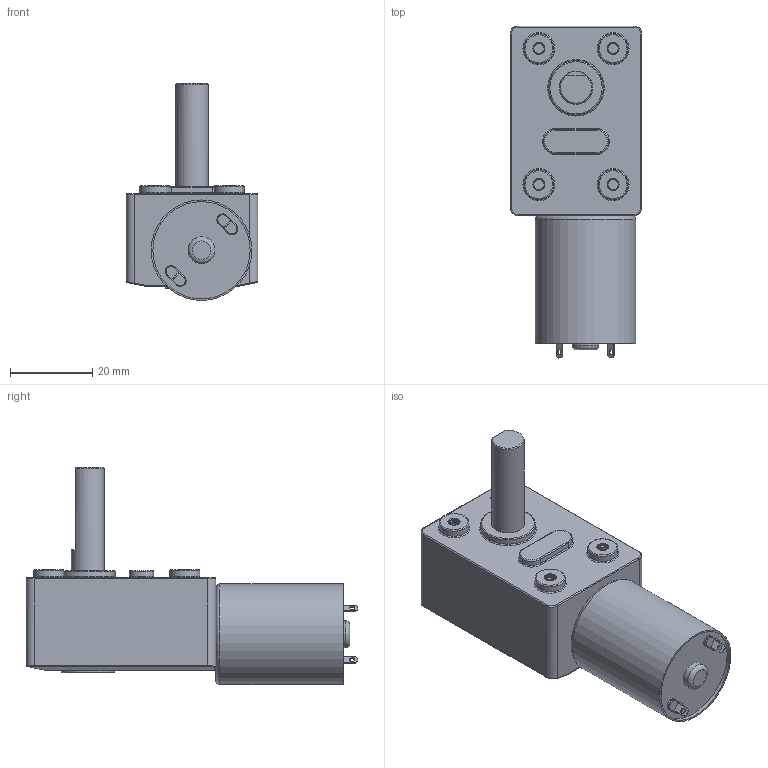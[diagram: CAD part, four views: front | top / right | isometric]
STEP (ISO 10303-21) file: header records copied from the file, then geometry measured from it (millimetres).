
FILE_DESCRIPTION(/* description */ (''),/* implementation_level */ '2;1');
FILE_NAME(/* name */ '12V JGY370-D7 DC Gearmotor.step',/* time_stamp */ '2022-04-21T23:39:21-06:00',/* author */ (''),/* organization */ (''),/* preprocessor_version */ 'ST-DEVELOPER v18.1',/* originating_system */ 'Autodesk Translation Framework v10.14.0.1471',/* authorisation */ '');
FILE_SCHEMA (('AUTOMOTIVE_DESIGN { 1 0 10303 214 3 1 1 }'));
Length unit declared in the file: millimetre
Products named in the file (4): 12V JGY370-D7 DC Gearmotor; Gearbox; Output Shaft; 12V DC Motor
Assembly tree (3 placements, depth 2):
  12V JGY370-D7 DC Gearmotor
    Gearbox
    Output Shaft
    12V DC Motor
Bounding box: 32 x 80.5 x 52.65 mm (x, y, z)
Volume: 48777.5 mm3; surface area: 11115.6 mm2
Topology: 3 solids, 3 shells, 229 faces, 565 edges, 360 vertices
Faces by surface type: cylinder 129, plane 55, torus 26, bspline 14, cone 5
Full cylindrical faces by diameter (mm): 1.25 x2, 2.529 x12, 3.086 x12, 6.5 x1, 7.25 x4, 8 x1, 8.1 x1, 13 x1, 13.2 x1, 23.6 x1, 24.4 x1
Entity records: 12547 total; most frequent: CARTESIAN_POINT 7113, ORIENTED_EDGE 1130, DIRECTION 988, EDGE_CURVE 565, AXIS2_PLACEMENT_3D 393, VERTEX_POINT 360, EDGE_LOOP 251, FACE_OUTER_BOUND 229
